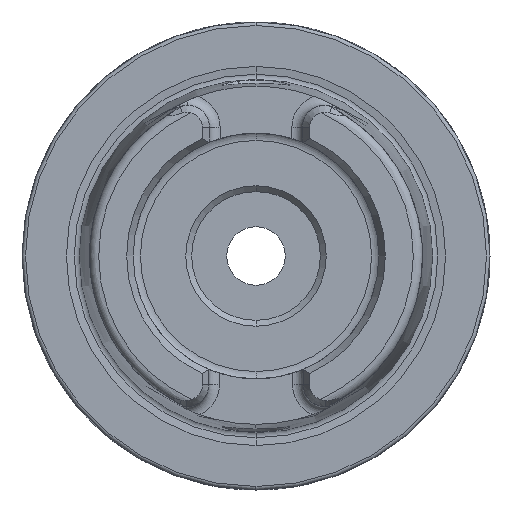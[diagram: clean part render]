
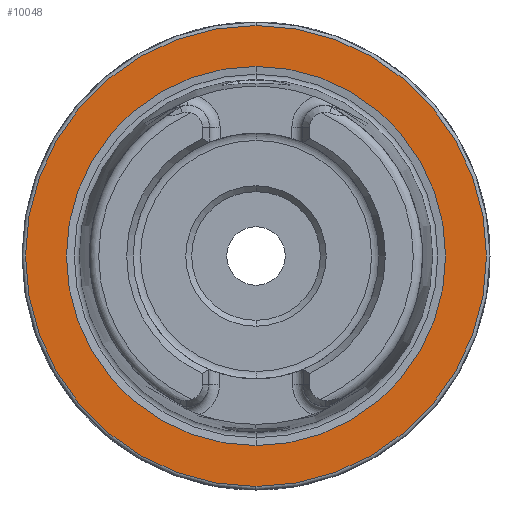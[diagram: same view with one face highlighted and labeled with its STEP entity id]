
A CAD part, left-side view. The second image highlights one B-rep face of the part: STEP entity #10048.
In plain terms, the highlighted planar face has unit normal (-1, 0, 0).
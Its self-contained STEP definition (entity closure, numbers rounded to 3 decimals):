
#776 = DIRECTION ( 'NONE',  ( 0., 0., 1. ) ) ;
#787 = AXIS2_PLACEMENT_3D ( 'NONE', #2011, #8042, #13147 ) ;
#1009 = VERTEX_POINT ( 'NONE', #14932 ) ;
#1141 = CARTESIAN_POINT ( 'NONE',  ( 0., 0., 0. ) ) ;
#1227 = PLANE ( 'NONE',  #13319 ) ;
#1278 = VERTEX_POINT ( 'NONE', #9939 ) ;
#1535 = AXIS2_PLACEMENT_3D ( 'NONE', #4587, #6934, #14697 ) ;
#2011 = CARTESIAN_POINT ( 'NONE',  ( 0., 0., 0. ) ) ;
#3171 = DIRECTION ( 'NONE',  ( -1., 0., 0. ) ) ;
#3234 = AXIS2_PLACEMENT_3D ( 'NONE', #1141, #8801, #13645 ) ;
#3276 = CARTESIAN_POINT ( 'NONE',  ( 0., 0., 19.7 ) ) ;
#3848 = CIRCLE ( 'NONE', #3234, 16.207 ) ;
#3991 = FACE_BOUND ( 'NONE', #5761, .T. ) ;
#4587 = CARTESIAN_POINT ( 'NONE',  ( 0., 0., 0. ) ) ;
#5486 = ORIENTED_EDGE ( 'NONE', *, *, #7093, .T. ) ;
#5603 = CIRCLE ( 'NONE', #5865, 16.207 ) ;
#5761 = EDGE_LOOP ( 'NONE', ( #9070, #8804 ) ) ;
#5865 = AXIS2_PLACEMENT_3D ( 'NONE', #12098, #3171, #776 ) ;
#6934 = DIRECTION ( 'NONE',  ( -1., 0., 0. ) ) ;
#7093 = EDGE_CURVE ( 'NONE', #14820, #8138, #12483, .T. ) ;
#7371 = ORIENTED_EDGE ( 'NONE', *, *, #15171, .T. ) ;
#8042 = DIRECTION ( 'NONE',  ( -1., 0., 0. ) ) ;
#8138 = VERTEX_POINT ( 'NONE', #3276 ) ;
#8397 = EDGE_CURVE ( 'NONE', #1009, #1278, #3848, .T. ) ;
#8663 = DIRECTION ( 'NONE',  ( 0., 0., -1. ) ) ;
#8801 = DIRECTION ( 'NONE',  ( -1., 0., 0. ) ) ;
#8804 = ORIENTED_EDGE ( 'NONE', *, *, #9318, .F. ) ;
#9070 = ORIENTED_EDGE ( 'NONE', *, *, #8397, .F. ) ;
#9318 = EDGE_CURVE ( 'NONE', #1278, #1009, #5603, .T. ) ;
#9374 = CIRCLE ( 'NONE', #787, 19.7 ) ;
#9939 = CARTESIAN_POINT ( 'NONE',  ( 0., 0., -16.207 ) ) ;
#9988 = CARTESIAN_POINT ( 'NONE',  ( 0., 19.7, 0. ) ) ;
#10048 = ADVANCED_FACE ( 'NONE', ( #3991, #15755 ), #1227, .F. ) ;
#12098 = CARTESIAN_POINT ( 'NONE',  ( 0., 0., 0. ) ) ;
#12292 = CARTESIAN_POINT ( 'NONE',  ( 0., 0., -19.7 ) ) ;
#12483 = CIRCLE ( 'NONE', #1535, 19.7 ) ;
#13147 = DIRECTION ( 'NONE',  ( 0., 0., 1. ) ) ;
#13319 = AXIS2_PLACEMENT_3D ( 'NONE', #9988, #14795, #8663 ) ;
#13645 = DIRECTION ( 'NONE',  ( 0., 0., 1. ) ) ;
#14133 = EDGE_LOOP ( 'NONE', ( #7371, #5486 ) ) ;
#14697 = DIRECTION ( 'NONE',  ( 0., 0., 1. ) ) ;
#14795 = DIRECTION ( 'NONE',  ( 1., 0., 0. ) ) ;
#14820 = VERTEX_POINT ( 'NONE', #12292 ) ;
#14932 = CARTESIAN_POINT ( 'NONE',  ( 0., 0., 16.207 ) ) ;
#15171 = EDGE_CURVE ( 'NONE', #8138, #14820, #9374, .T. ) ;
#15755 = FACE_OUTER_BOUND ( 'NONE', #14133, .T. ) ;
